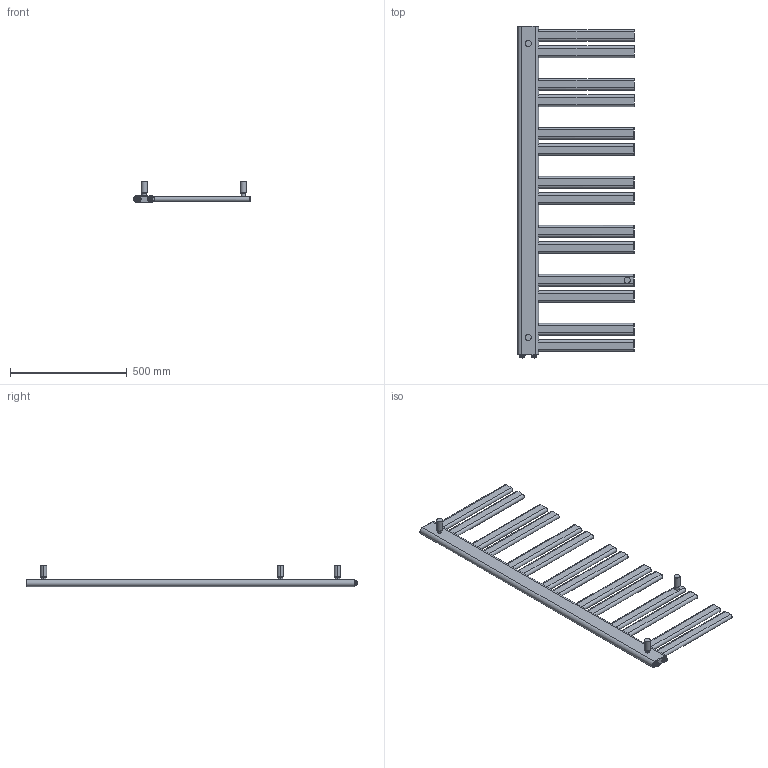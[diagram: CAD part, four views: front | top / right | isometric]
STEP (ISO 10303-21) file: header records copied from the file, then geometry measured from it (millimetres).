
FILE_DESCRIPTION((''),'2;1');
FILE_NAME('3551776100003_3D_SITO_ASM','2022-10-28T16:54:48',('PC132'),(''),'CREO PARAMETRIC BY PTC INC, 2022124','CREO PARAMETRIC BY PTC INC, 2022124','');
FILE_SCHEMA(('AUTOMOTIVE_DESIGN { 1 0 10303 214 1 1 1 1 }'));
Length unit declared in the file: millimetre
Products named in the file (3): 3551776100003_3D_SITO; 1041001240002; 3551776100003_3D_SITO_ASM
Assembly tree (3 placements, depth 2):
  3551776100003_3D_SITO_ASM
    3551776100003_3D_SITO
    1041001240002  x2
Bounding box: 500 x 1423.4 x 91 mm (x, y, z)
Volume: 8893045 mm3; surface area: 1036333.4 mm2
Topology: 3 solids, 5 shells, 406 faces, 918 edges, 550 vertices
Faces by surface type: cylinder 150, plane 126, torus 86, bspline 20, cone 16, sphere 8
Entity records: 17112 total; most frequent: CARTESIAN_POINT 5390, DIRECTION 1567, ORIENTED_EDGE 1266, PRESENTATION_STYLE_ASSIGNMENT 760, STYLED_ITEM 691, CURVE_STYLE 689, EDGE_CURVE 633, AXIS2_PLACEMENT_3D 621
